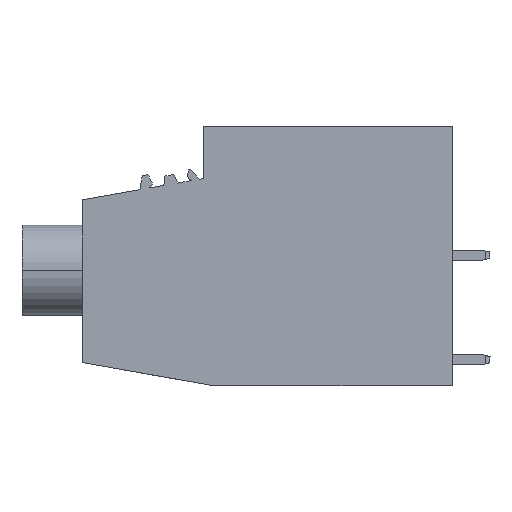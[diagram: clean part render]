
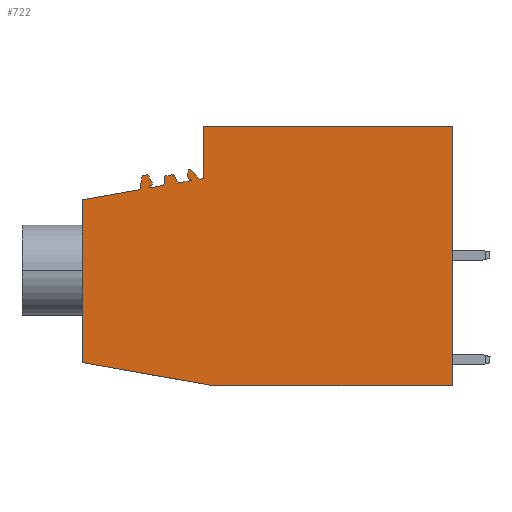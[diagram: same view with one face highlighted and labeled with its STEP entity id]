
A CAD part, left-side view. The second image highlights one B-rep face of the part: STEP entity #722.
In plain terms, the highlighted planar face has unit normal (-1, 0, 0).
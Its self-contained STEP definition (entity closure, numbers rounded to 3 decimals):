
#550=AXIS2_PLACEMENT_3D('Plane Axis2P3D',#547,#548,#549) ;
#610=AXIS2_PLACEMENT_3D('Circle Axis2P3D',#608,#609,$) ;
#617=AXIS2_PLACEMENT_3D('Circle Axis2P3D',#615,#616,$) ;
#63=CARTESIAN_POINT('Vertex',(0.,33.2,0.)) ;
#66=CARTESIAN_POINT('Line Origine',(0.,41.,1.375)) ;
#70=CARTESIAN_POINT('Vertex',(0.,48.8,2.751)) ;
#381=CARTESIAN_POINT('Line Origine',(0.,48.8,12.485)) ;
#385=CARTESIAN_POINT('Vertex',(0.,48.8,22.22)) ;
#547=CARTESIAN_POINT('Axis2P3D Location',(0.,0.,0.)) ;
#552=CARTESIAN_POINT('Line Origine',(0.,18.85,0.)) ;
#556=CARTESIAN_POINT('Vertex',(0.,4.5,0.)) ;
#559=CARTESIAN_POINT('Line Origine',(0.,4.5,15.5)) ;
#563=CARTESIAN_POINT('Vertex',(0.,4.5,31.)) ;
#566=CARTESIAN_POINT('Line Origine',(0.,19.4,31.)) ;
#570=CARTESIAN_POINT('Vertex',(0.,34.3,31.)) ;
#573=CARTESIAN_POINT('Line Origine',(0.,34.3,27.888)) ;
#577=CARTESIAN_POINT('Vertex',(0.,34.3,24.777)) ;
#580=CARTESIAN_POINT('Line Origine',(0.,34.558,24.731)) ;
#584=CARTESIAN_POINT('Vertex',(0.,34.816,24.686)) ;
#587=CARTESIAN_POINT('Line Origine',(0.,35.325,25.271)) ;
#591=CARTESIAN_POINT('Vertex',(0.,35.833,25.856)) ;
#594=CARTESIAN_POINT('Line Origine',(0.,35.96,25.834)) ;
#598=CARTESIAN_POINT('Vertex',(0.,36.087,25.811)) ;
#601=CARTESIAN_POINT('Line Origine',(0.,36.124,25.514)) ;
#605=CARTESIAN_POINT('Vertex',(0.,36.16,25.217)) ;
#608=CARTESIAN_POINT('Axis2P3D Location',(0.,35.595,25.148)) ;
#612=CARTESIAN_POINT('Vertex',(0.,35.875,24.651)) ;
#615=CARTESIAN_POINT('Axis2P3D Location',(0.,36.029,24.376)) ;
#619=CARTESIAN_POINT('Vertex',(0.,35.749,24.521)) ;
#622=CARTESIAN_POINT('Line Origine',(0.,36.563,24.378)) ;
#626=CARTESIAN_POINT('Vertex',(0.,37.376,24.234)) ;
#629=CARTESIAN_POINT('Line Origine',(0.,37.615,24.746)) ;
#633=CARTESIAN_POINT('Vertex',(0.,37.853,25.257)) ;
#636=CARTESIAN_POINT('Line Origine',(0.,38.39,25.162)) ;
#640=CARTESIAN_POINT('Vertex',(0.,38.926,25.068)) ;
#643=CARTESIAN_POINT('Line Origine',(0.,38.976,24.506)) ;
#647=CARTESIAN_POINT('Vertex',(0.,39.025,23.944)) ;
#650=CARTESIAN_POINT('Line Origine',(0.,39.873,23.794)) ;
#654=CARTESIAN_POINT('Vertex',(0.,40.721,23.645)) ;
#657=CARTESIAN_POINT('Line Origine',(0.,40.563,23.87)) ;
#661=CARTESIAN_POINT('Vertex',(0.,40.405,24.096)) ;
#664=CARTESIAN_POINT('Line Origine',(0.,40.423,24.195)) ;
#668=CARTESIAN_POINT('Vertex',(0.,40.44,24.293)) ;
#671=CARTESIAN_POINT('Line Origine',(0.,40.687,24.757)) ;
#675=CARTESIAN_POINT('Vertex',(0.,40.934,25.222)) ;
#678=CARTESIAN_POINT('Line Origine',(0.,41.27,25.162)) ;
#682=CARTESIAN_POINT('Vertex',(0.,41.606,25.103)) ;
#685=CARTESIAN_POINT('Line Origine',(0.,41.753,24.27)) ;
#689=CARTESIAN_POINT('Vertex',(0.,41.899,23.437)) ;
#692=CARTESIAN_POINT('Line Origine',(0.,45.35,22.828)) ;
#67=DIRECTION('Vector Direction',(0.,-0.985,-0.174)) ;
#382=DIRECTION('Vector Direction',(0.,0.,-1.)) ;
#548=DIRECTION('Axis2P3D Direction',(-1.,0.,0.)) ;
#549=DIRECTION('Axis2P3D XDirection',(0.,-1.,0.)) ;
#553=DIRECTION('Vector Direction',(0.,-1.,0.)) ;
#560=DIRECTION('Vector Direction',(0.,0.,1.)) ;
#567=DIRECTION('Vector Direction',(0.,1.,0.)) ;
#574=DIRECTION('Vector Direction',(0.,0.,1.)) ;
#581=DIRECTION('Vector Direction',(0.,0.985,-0.174)) ;
#588=DIRECTION('Vector Direction',(0.,-0.656,-0.755)) ;
#595=DIRECTION('Vector Direction',(0.,-0.985,0.174)) ;
#602=DIRECTION('Vector Direction',(0.,-0.122,0.993)) ;
#609=DIRECTION('Axis2P3D Direction',(-1.,0.,0.)) ;
#616=DIRECTION('Axis2P3D Direction',(-1.,0.,0.)) ;
#623=DIRECTION('Vector Direction',(0.,0.985,-0.174)) ;
#630=DIRECTION('Vector Direction',(0.,-0.423,-0.906)) ;
#637=DIRECTION('Vector Direction',(0.,-0.985,0.174)) ;
#644=DIRECTION('Vector Direction',(0.,-0.087,0.996)) ;
#651=DIRECTION('Vector Direction',(0.,0.985,-0.174)) ;
#658=DIRECTION('Vector Direction',(0.,0.574,-0.819)) ;
#665=DIRECTION('Vector Direction',(0.,-0.174,-0.985)) ;
#672=DIRECTION('Vector Direction',(0.,-0.469,-0.883)) ;
#679=DIRECTION('Vector Direction',(0.,-0.985,0.174)) ;
#686=DIRECTION('Vector Direction',(0.,-0.174,0.985)) ;
#693=DIRECTION('Vector Direction',(0.,0.985,-0.174)) ;
#68=VECTOR('Line Direction',#67,1.) ;
#383=VECTOR('Line Direction',#382,1.) ;
#554=VECTOR('Line Direction',#553,1.) ;
#561=VECTOR('Line Direction',#560,1.) ;
#568=VECTOR('Line Direction',#567,1.) ;
#575=VECTOR('Line Direction',#574,1.) ;
#582=VECTOR('Line Direction',#581,1.) ;
#589=VECTOR('Line Direction',#588,1.) ;
#596=VECTOR('Line Direction',#595,1.) ;
#603=VECTOR('Line Direction',#602,1.) ;
#624=VECTOR('Line Direction',#623,1.) ;
#631=VECTOR('Line Direction',#630,1.) ;
#638=VECTOR('Line Direction',#637,1.) ;
#645=VECTOR('Line Direction',#644,1.) ;
#652=VECTOR('Line Direction',#651,1.) ;
#659=VECTOR('Line Direction',#658,1.) ;
#666=VECTOR('Line Direction',#665,1.) ;
#673=VECTOR('Line Direction',#672,1.) ;
#680=VECTOR('Line Direction',#679,1.) ;
#687=VECTOR('Line Direction',#686,1.) ;
#694=VECTOR('Line Direction',#693,1.) ;
#698=ORIENTED_EDGE('',*,*,#387,.T.) ;
#699=ORIENTED_EDGE('',*,*,#72,.T.) ;
#700=ORIENTED_EDGE('',*,*,#558,.T.) ;
#701=ORIENTED_EDGE('',*,*,#565,.T.) ;
#702=ORIENTED_EDGE('',*,*,#572,.T.) ;
#703=ORIENTED_EDGE('',*,*,#579,.T.) ;
#704=ORIENTED_EDGE('',*,*,#586,.T.) ;
#705=ORIENTED_EDGE('',*,*,#593,.T.) ;
#706=ORIENTED_EDGE('',*,*,#600,.T.) ;
#707=ORIENTED_EDGE('',*,*,#607,.T.) ;
#708=ORIENTED_EDGE('',*,*,#614,.T.) ;
#709=ORIENTED_EDGE('',*,*,#621,.T.) ;
#710=ORIENTED_EDGE('',*,*,#628,.T.) ;
#711=ORIENTED_EDGE('',*,*,#635,.T.) ;
#712=ORIENTED_EDGE('',*,*,#642,.T.) ;
#713=ORIENTED_EDGE('',*,*,#649,.T.) ;
#714=ORIENTED_EDGE('',*,*,#656,.T.) ;
#715=ORIENTED_EDGE('',*,*,#663,.T.) ;
#716=ORIENTED_EDGE('',*,*,#670,.T.) ;
#717=ORIENTED_EDGE('',*,*,#677,.T.) ;
#718=ORIENTED_EDGE('',*,*,#684,.T.) ;
#719=ORIENTED_EDGE('',*,*,#691,.T.) ;
#720=ORIENTED_EDGE('',*,*,#696,.T.) ;
#722=ADVANCED_FACE('BLZP 5.08/.../180 - (sample for product name)',(#721),#551,.T.) ;
#611=CIRCLE('generated circle',#610,0.57) ;
#618=CIRCLE('generated circle',#617,0.315) ;
#72=EDGE_CURVE('',#71,#64,#69,.T.) ;
#387=EDGE_CURVE('',#386,#71,#384,.T.) ;
#558=EDGE_CURVE('',#64,#557,#555,.T.) ;
#565=EDGE_CURVE('',#557,#564,#562,.T.) ;
#572=EDGE_CURVE('',#564,#571,#569,.T.) ;
#579=EDGE_CURVE('',#571,#578,#576,.F.) ;
#586=EDGE_CURVE('',#578,#585,#583,.T.) ;
#593=EDGE_CURVE('',#585,#592,#590,.F.) ;
#600=EDGE_CURVE('',#592,#599,#597,.F.) ;
#607=EDGE_CURVE('',#599,#606,#604,.F.) ;
#614=EDGE_CURVE('',#606,#613,#611,.T.) ;
#621=EDGE_CURVE('',#613,#620,#618,.F.) ;
#628=EDGE_CURVE('',#620,#627,#625,.T.) ;
#635=EDGE_CURVE('',#627,#634,#632,.F.) ;
#642=EDGE_CURVE('',#634,#641,#639,.F.) ;
#649=EDGE_CURVE('',#641,#648,#646,.F.) ;
#656=EDGE_CURVE('',#648,#655,#653,.T.) ;
#663=EDGE_CURVE('',#655,#662,#660,.F.) ;
#670=EDGE_CURVE('',#662,#669,#667,.F.) ;
#677=EDGE_CURVE('',#669,#676,#674,.F.) ;
#684=EDGE_CURVE('',#676,#683,#681,.F.) ;
#691=EDGE_CURVE('',#683,#690,#688,.F.) ;
#696=EDGE_CURVE('',#690,#386,#695,.T.) ;
#697=EDGE_LOOP('',(#698,#699,#700,#701,#702,#703,#704,#705,#706,#707,#708,#709,#710,#711,#712,#713,#714,#715,#716,#717,#718,#719,#720)) ;
#721=FACE_OUTER_BOUND('',#697,.T.) ;
#69=LINE('Line',#66,#68) ;
#384=LINE('Line',#381,#383) ;
#555=LINE('Line',#552,#554) ;
#562=LINE('Line',#559,#561) ;
#569=LINE('Line',#566,#568) ;
#576=LINE('Line',#573,#575) ;
#583=LINE('Line',#580,#582) ;
#590=LINE('Line',#587,#589) ;
#597=LINE('Line',#594,#596) ;
#604=LINE('Line',#601,#603) ;
#625=LINE('Line',#622,#624) ;
#632=LINE('Line',#629,#631) ;
#639=LINE('Line',#636,#638) ;
#646=LINE('Line',#643,#645) ;
#653=LINE('Line',#650,#652) ;
#660=LINE('Line',#657,#659) ;
#667=LINE('Line',#664,#666) ;
#674=LINE('Line',#671,#673) ;
#681=LINE('Line',#678,#680) ;
#688=LINE('Line',#685,#687) ;
#695=LINE('Line',#692,#694) ;
#551=PLANE('',#550) ;
#64=VERTEX_POINT('',#63) ;
#71=VERTEX_POINT('',#70) ;
#386=VERTEX_POINT('',#385) ;
#557=VERTEX_POINT('',#556) ;
#564=VERTEX_POINT('',#563) ;
#571=VERTEX_POINT('',#570) ;
#578=VERTEX_POINT('',#577) ;
#585=VERTEX_POINT('',#584) ;
#592=VERTEX_POINT('',#591) ;
#599=VERTEX_POINT('',#598) ;
#606=VERTEX_POINT('',#605) ;
#613=VERTEX_POINT('',#612) ;
#620=VERTEX_POINT('',#619) ;
#627=VERTEX_POINT('',#626) ;
#634=VERTEX_POINT('',#633) ;
#641=VERTEX_POINT('',#640) ;
#648=VERTEX_POINT('',#647) ;
#655=VERTEX_POINT('',#654) ;
#662=VERTEX_POINT('',#661) ;
#669=VERTEX_POINT('',#668) ;
#676=VERTEX_POINT('',#675) ;
#683=VERTEX_POINT('',#682) ;
#690=VERTEX_POINT('',#689) ;
